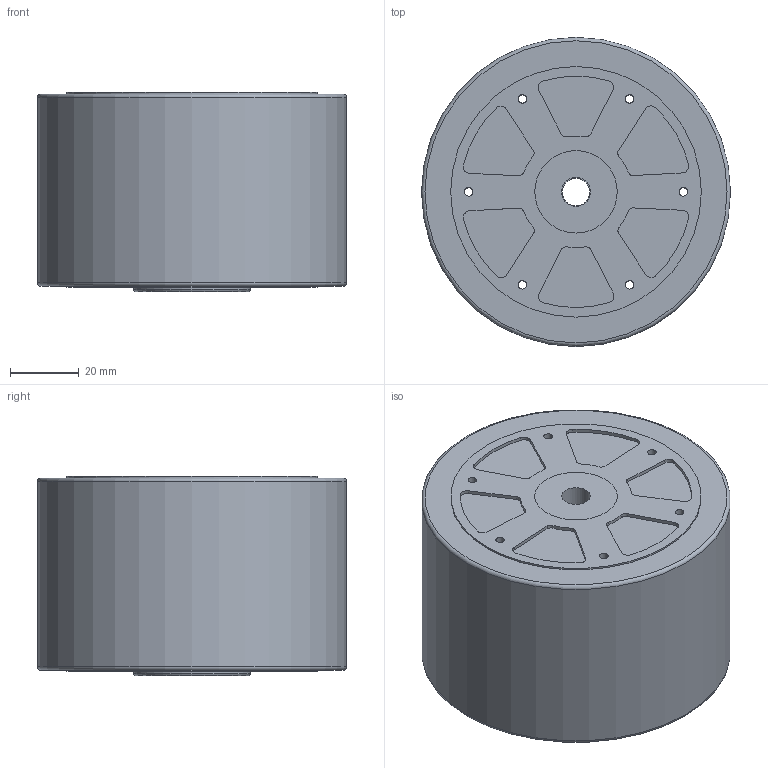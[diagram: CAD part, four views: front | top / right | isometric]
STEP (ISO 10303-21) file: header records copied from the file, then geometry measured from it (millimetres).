
FILE_DESCRIPTION(('FreeCAD Model'),'2;1');
FILE_NAME('Open CASCADE Shape Model','2024-08-07T20:31:22',(''),(''), 'Open CASCADE STEP processor 7.7','FreeCAD','Unknown');
FILE_SCHEMA(('AUTOMOTIVE_DESIGN { 1 0 10303 214 1 1 1 1 }'));
Length unit declared in the file: millimetre
Products named in the file (5): Skateboard motor; Rotor; Wheel; Bearing; Stator
Assembly tree (4 placements, depth 2):
  Skateboard motor
    Rotor
    Wheel
    Bearing
    Stator
Bounding box: 90 x 90 x 58 mm (x, y, z)
Volume: 297905.3 mm3; surface area: 69972.4 mm2
Topology: 4 solids, 4 shells, 144 faces, 373 edges, 251 vertices
Faces by surface type: cylinder 83, plane 52, cone 6, torus 3
Full cylindrical faces by diameter (mm): 2.5 x6, 8 x1, 8.4 x1, 22 x2, 24 x2, 34 x1, 73 x3, 90 x1
Entity records: 9738 total; most frequent: CARTESIAN_POINT 1979, DIRECTION 1531, ORIENTED_EDGE 746, PCURVE 746, DEFINITIONAL_REPRESENTATION 746, LINE 735, VECTOR 735, EDGE_CURVE 373
